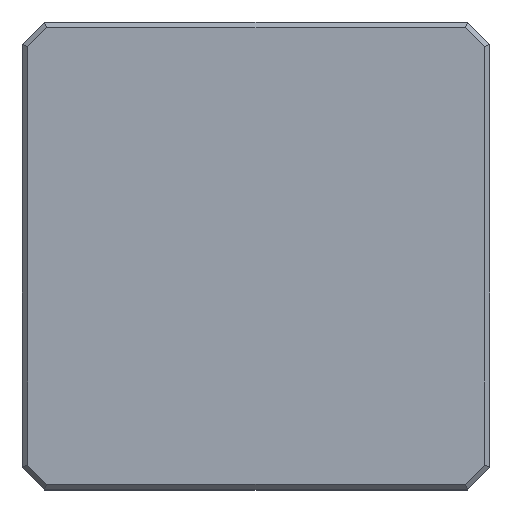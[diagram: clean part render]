
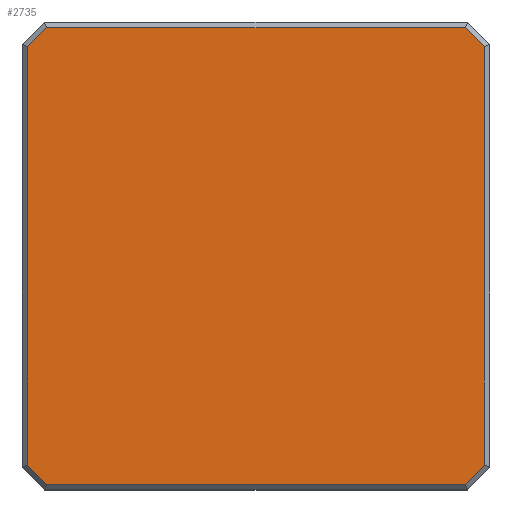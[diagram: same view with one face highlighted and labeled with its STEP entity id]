
A CAD part, top view. The second image highlights one B-rep face of the part: STEP entity #2735.
In plain terms, the highlighted planar face has unit normal (0, 0, 1).
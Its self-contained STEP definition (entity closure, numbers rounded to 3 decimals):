
#71=PLANE('',#3001);
#223=LINE('',#12706,#377);
#227=LINE('',#12714,#381);
#230=LINE('',#12720,#384);
#233=LINE('',#12726,#387);
#236=LINE('',#12732,#390);
#240=LINE('',#12739,#394);
#242=LINE('',#12743,#396);
#245=LINE('',#12747,#399);
#377=VECTOR('',#3595,10.);
#381=VECTOR('',#3601,10.);
#384=VECTOR('',#3606,10.);
#387=VECTOR('',#3611,10.);
#390=VECTOR('',#3616,10.);
#394=VECTOR('',#3622,10.);
#396=VECTOR('',#3626,10.);
#399=VECTOR('',#3631,10.);
#604=FACE_OUTER_BOUND('',#772,.T.);
#772=EDGE_LOOP('',(#2478,#2479,#2480,#2481,#2482,#2483,#2484,#2485));
#1278=VERTEX_POINT('',#12704);
#1279=VERTEX_POINT('',#12705);
#1282=VERTEX_POINT('',#12713);
#1284=VERTEX_POINT('',#12719);
#1286=VERTEX_POINT('',#12725);
#1288=VERTEX_POINT('',#12731);
#1290=VERTEX_POINT('',#12738);
#1291=VERTEX_POINT('',#12742);
#1672=EDGE_CURVE('',#1278,#1279,#223,.T.);
#1676=EDGE_CURVE('',#1279,#1282,#227,.T.);
#1679=EDGE_CURVE('',#1282,#1284,#230,.T.);
#1682=EDGE_CURVE('',#1284,#1286,#233,.T.);
#1685=EDGE_CURVE('',#1286,#1288,#236,.T.);
#1689=EDGE_CURVE('',#1288,#1290,#240,.T.);
#1691=EDGE_CURVE('',#1290,#1291,#242,.T.);
#1694=EDGE_CURVE('',#1291,#1278,#245,.T.);
#2478=ORIENTED_EDGE('',*,*,#1672,.F.);
#2479=ORIENTED_EDGE('',*,*,#1694,.F.);
#2480=ORIENTED_EDGE('',*,*,#1691,.F.);
#2481=ORIENTED_EDGE('',*,*,#1689,.F.);
#2482=ORIENTED_EDGE('',*,*,#1685,.F.);
#2483=ORIENTED_EDGE('',*,*,#1682,.F.);
#2484=ORIENTED_EDGE('',*,*,#1679,.F.);
#2485=ORIENTED_EDGE('',*,*,#1676,.F.);
#2735=ADVANCED_FACE('',(#604),#71,.T.);
#3001=AXIS2_PLACEMENT_3D('',#12758,#3645,#3646);
#3595=DIRECTION('',(1.,0.,0.));
#3601=DIRECTION('',(0.707,-0.707,0.));
#3606=DIRECTION('',(0.,-1.,0.));
#3611=DIRECTION('',(-0.707,-0.707,0.));
#3616=DIRECTION('',(-1.,0.,0.));
#3622=DIRECTION('',(-0.707,0.707,0.));
#3626=DIRECTION('',(0.,1.,0.));
#3631=DIRECTION('',(0.707,0.707,0.));
#3645=DIRECTION('center_axis',(0.,0.,1.));
#3646=DIRECTION('ref_axis',(1.,0.,0.));
#12704=CARTESIAN_POINT('',(2.207,37.,29.));
#12705=CARTESIAN_POINT('',(39.493,37.,29.));
#12706=CARTESIAN_POINT('',(31.275,37.,29.));
#12713=CARTESIAN_POINT('',(41.2,35.293,29.));
#12714=CARTESIAN_POINT('',(40.346,36.146,29.));
#12719=CARTESIAN_POINT('',(41.2,-1.993,29.));
#12720=CARTESIAN_POINT('',(41.2,6.225,29.));
#12725=CARTESIAN_POINT('',(39.493,-3.7,29.));
#12726=CARTESIAN_POINT('',(40.346,-2.846,29.));
#12731=CARTESIAN_POINT('',(2.207,-3.7,29.));
#12732=CARTESIAN_POINT('',(10.425,-3.7,29.));
#12738=CARTESIAN_POINT('',(0.5,-1.993,29.));
#12739=CARTESIAN_POINT('',(1.354,-2.846,29.));
#12742=CARTESIAN_POINT('',(0.5,35.293,29.));
#12743=CARTESIAN_POINT('',(0.5,24.975,29.));
#12747=CARTESIAN_POINT('',(1.354,36.146,29.));
#12758=CARTESIAN_POINT('Origin',(20.85,16.65,29.));
